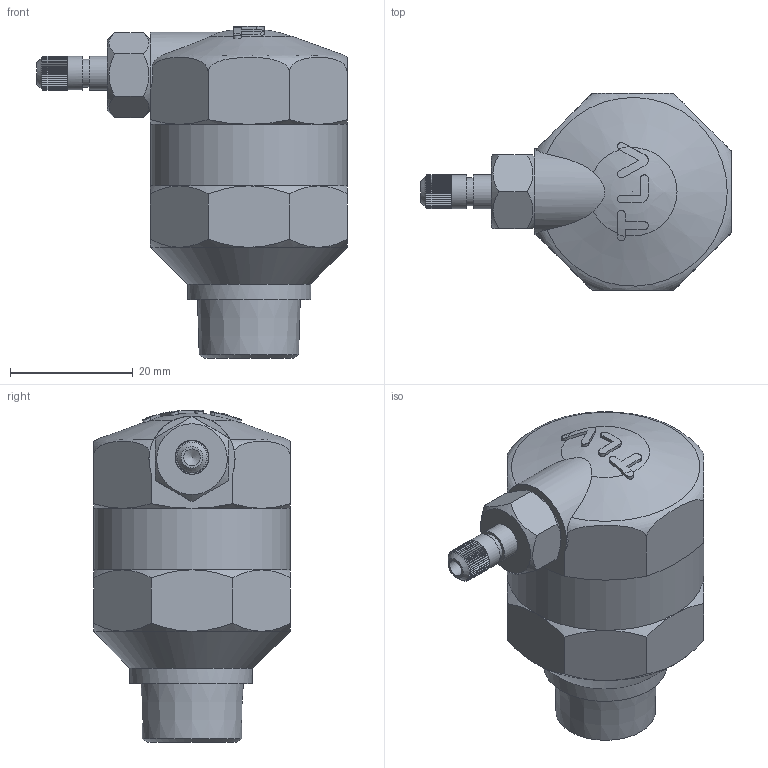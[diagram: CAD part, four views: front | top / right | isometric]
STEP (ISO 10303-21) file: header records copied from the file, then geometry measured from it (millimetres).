
FILE_DESCRIPTION(/* description */ (''),/* implementation_level */ '2;1');
FILE_NAME(/* name */ 'sa300-010-screw-00.stp',/* time_stamp */ '2019-04-09T11:33:10+09:00',/* author */ ('nakaot'),/* organization */ (''),/* preprocessor_version */ 'ST-DEVELOPER v15.6',/* originating_system */ 'Autodesk Inventor 2015',/* authorisation */ '');
FILE_SCHEMA (('AUTOMOTIVE_DESIGN { 1 0 10303 214 3 1 1 }'));
Length unit declared in the file: millimetre
Products named in the file (1): sa300-010-screw-00
Bounding box: 50.5 x 32 x 53.99 mm (x, y, z)
Volume: 33943.7 mm3; surface area: 6806.3 mm2
Topology: 1 solids, 1 shells, 234 faces, 655 edges, 428 vertices
Faces by surface type: plane 177, cone 33, cylinder 18, sphere 4, bspline 1, torus 1
Full cylindrical faces by diameter (mm): 2.7 x1, 4.522 x1, 5.5 x2, 10 x1, 20 x1, 32 x1
Entity records: 7828 total; most frequent: CARTESIAN_POINT 2136, ORIENTED_EDGE 1262, DIRECTION 1078, EDGE_CURVE 631, VERTEX_POINT 419, AXIS2_PLACEMENT_3D 404, LINE 270, VECTOR 270
